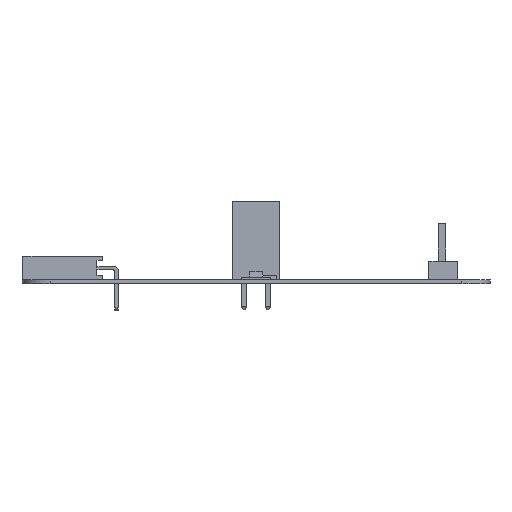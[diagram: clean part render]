
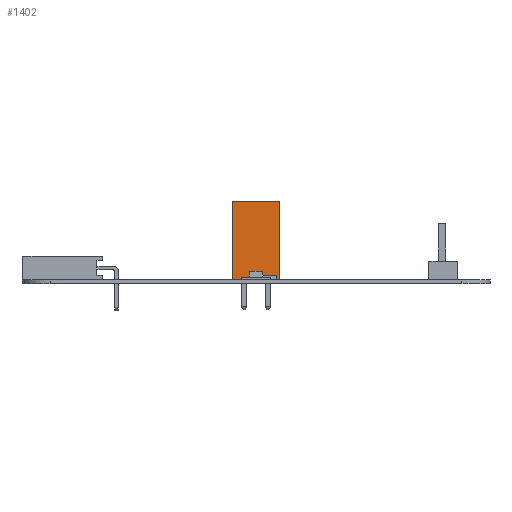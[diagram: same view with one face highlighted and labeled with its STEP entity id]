
A CAD part, front view. The second image highlights one B-rep face of the part: STEP entity #1402.
In plain terms, the highlighted planar face has unit normal (0, -1, 0).
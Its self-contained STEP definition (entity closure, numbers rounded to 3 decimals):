
#1178 = EDGE_CURVE('',#1179,#1181,#1183,.T.);
#1179 = VERTEX_POINT('',#1180);
#1180 = CARTESIAN_POINT('',(3.81,-1.27,8.4));
#1181 = VERTEX_POINT('',#1182);
#1182 = CARTESIAN_POINT('',(3.81,-1.27,0.));
#1183 = LINE('',#1184,#1185);
#1184 = CARTESIAN_POINT('',(3.81,-1.27,0.));
#1185 = VECTOR('',#1186,1.);
#1186 = DIRECTION('',(0.,0.,-1.));
#1275 = EDGE_CURVE('',#1276,#1179,#1278,.T.);
#1276 = VERTEX_POINT('',#1277);
#1277 = CARTESIAN_POINT('',(-1.27,-1.27,8.4));
#1278 = LINE('',#1279,#1280);
#1279 = CARTESIAN_POINT('',(0.,-1.27,8.4));
#1280 = VECTOR('',#1281,1.);
#1281 = DIRECTION('',(1.,0.,0.));
#1360 = VERTEX_POINT('',#1361);
#1361 = CARTESIAN_POINT('',(-1.27,-1.27,0.));
#1367 = EDGE_CURVE('',#1360,#1276,#1368,.T.);
#1368 = LINE('',#1369,#1370);
#1369 = CARTESIAN_POINT('',(-1.27,-1.27,0.));
#1370 = VECTOR('',#1371,1.);
#1371 = DIRECTION('',(0.,0.,1.));
#1402 = ADVANCED_FACE('',(#1403),#1414,.T.);
#1403 = FACE_BOUND('',#1404,.T.);
#1404 = EDGE_LOOP('',(#1405,#1406,#1407,#1413));
#1405 = ORIENTED_EDGE('',*,*,#1275,.F.);
#1406 = ORIENTED_EDGE('',*,*,#1367,.F.);
#1407 = ORIENTED_EDGE('',*,*,#1408,.T.);
#1408 = EDGE_CURVE('',#1360,#1181,#1409,.T.);
#1409 = LINE('',#1410,#1411);
#1410 = CARTESIAN_POINT('',(-1.27,-1.27,0.));
#1411 = VECTOR('',#1412,1.);
#1412 = DIRECTION('',(1.,0.,0.));
#1413 = ORIENTED_EDGE('',*,*,#1178,.F.);
#1414 = PLANE('',#1415);
#1415 = AXIS2_PLACEMENT_3D('',#1416,#1417,#1418);
#1416 = CARTESIAN_POINT('',(-1.27,-1.27,0.));
#1417 = DIRECTION('',(0.,-1.,0.));
#1418 = DIRECTION('',(0.,0.,-1.));
